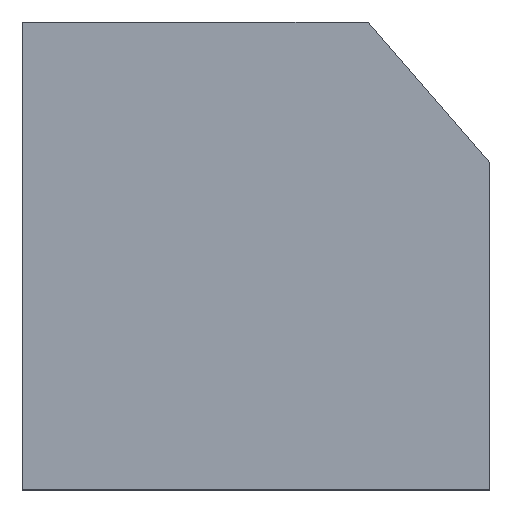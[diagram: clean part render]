
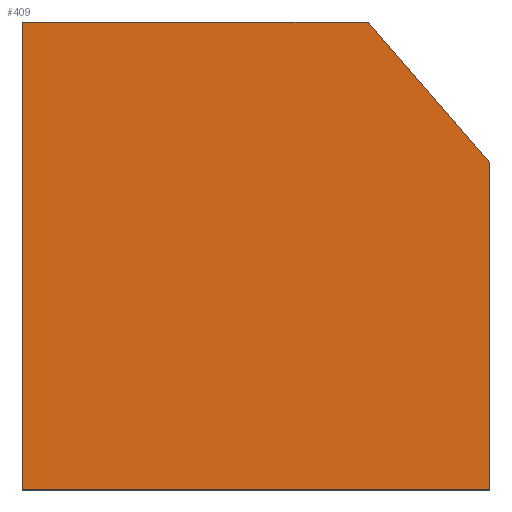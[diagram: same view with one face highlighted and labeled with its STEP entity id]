
A CAD part, top view. The second image highlights one B-rep face of the part: STEP entity #409.
In plain terms, the highlighted free-form (B-spline) face has degree [1, 1] with [2, 2] control points.
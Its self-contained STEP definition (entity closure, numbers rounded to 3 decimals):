
#46=DIRECTION('',(0.,-1.,0.));
#47=VECTOR('',#46,50.);
#48=CARTESIAN_POINT('',(0.,0.,40.));
#49=LINE('',#48,#47);
#50=DIRECTION('',(-1.,0.,0.));
#51=VECTOR('',#50,37.);
#52=CARTESIAN_POINT('',(37.,0.,40.));
#53=LINE('',#52,#51);
#54=DIRECTION('',(0.,1.,0.));
#55=VECTOR('',#54,35.);
#56=CARTESIAN_POINT('',(50.,-50.,40.));
#57=LINE('',#56,#55);
#58=DIRECTION('',(1.,0.,0.));
#59=VECTOR('',#58,50.);
#60=CARTESIAN_POINT('',(0.,-50.,40.));
#61=LINE('',#60,#59);
#74=DIRECTION('',(0.655,-0.756,0.));
#75=VECTOR('',#74,19.849);
#76=CARTESIAN_POINT('',(37.,0.,40.));
#77=LINE('',#76,#75);
#90=CARTESIAN_POINT('',(0.,0.,40.));
#91=CARTESIAN_POINT('',(0.,-50.,40.));
#92=VERTEX_POINT('',#90);
#93=VERTEX_POINT('',#91);
#94=CARTESIAN_POINT('',(50.,-50.,40.));
#95=VERTEX_POINT('',#94);
#99=CARTESIAN_POINT('',(37.,0.,40.));
#101=VERTEX_POINT('',#99);
#103=CARTESIAN_POINT('',(50.,-15.,40.));
#105=VERTEX_POINT('',#103);
#128=(GEOMETRIC_REPRESENTATION_CONTEXT(2)PARAMETRIC_REPRESENTATION_CONTEXT()REPRESENTATION_CONTEXT('ID1','2'));
#215=CARTESIAN_POINT('',(0.,0.,0.));
#216=CARTESIAN_POINT('',(0.,0.,40.));
#217=CARTESIAN_POINT('',(0.,-50.,0.));
#218=CARTESIAN_POINT('',(0.,-50.,40.));
#219=B_SPLINE_SURFACE_WITH_KNOTS('',1,1,((#215,#216),(#217,#218)),.UNSPECIFIED.,
.U.,.U.,.F.,(2,2),(2,2),(0.,50.),(0.,40.),.UNSPECIFIED.);
#248=DIRECTION('',(1.,0.));
#249=VECTOR('',#248,50.);
#250=CARTESIAN_POINT('',(0.,40.));
#251=LINE('',#250,#249);
#252=TRIMMED_CURVE('',#251,(PARAMETER_VALUE(0.)),(PARAMETER_VALUE(1.)),.T.,
.UNSPECIFIED.);
#253=DEFINITIONAL_REPRESENTATION('',(#252),#128);
#254=PCURVE('',#219,#253);
#317=CARTESIAN_POINT('',(0.,-50.,10.));
#318=CARTESIAN_POINT('',(0.,-50.,40.));
#319=CARTESIAN_POINT('',(50.,-50.,10.));
#320=CARTESIAN_POINT('',(50.,-50.,40.));
#321=B_SPLINE_SURFACE_WITH_KNOTS('',1,1,((#317,#318),(#319,#320)),.UNSPECIFIED.,
.U.,.U.,.F.,(2,2),(2,2),(0.,50.),(10.,40.),.UNSPECIFIED.);
#336=DIRECTION('',(1.,0.));
#337=VECTOR('',#336,50.);
#338=CARTESIAN_POINT('',(0.,40.));
#339=LINE('',#338,#337);
#340=TRIMMED_CURVE('',#339,(PARAMETER_VALUE(0.)),(PARAMETER_VALUE(1.)),.T.,
.UNSPECIFIED.);
#341=DEFINITIONAL_REPRESENTATION('',(#340),#128);
#342=PCURVE('',#321,#341);
#359=CARTESIAN_POINT('',(0.,-50.,40.));
#360=CARTESIAN_POINT('',(0.,0.,40.));
#361=CARTESIAN_POINT('',(50.,-50.,40.));
#362=CARTESIAN_POINT('',(50.,0.,40.));
#363=B_SPLINE_SURFACE_WITH_KNOTS('',1,1,((#359,#360),(#361,#362)),.UNSPECIFIED.,
.U.,.U.,.F.,(2,2),(2,2),(0.,50.),(-50.,0.),.UNSPECIFIED.);
#364=DIRECTION('',(0.,-1.));
#365=VECTOR('',#364,50.);
#366=CARTESIAN_POINT('',(0.,0.));
#367=LINE('',#366,#365);
#368=TRIMMED_CURVE('',#367,(PARAMETER_VALUE(0.)),(PARAMETER_VALUE(1.)),.T.,
.UNSPECIFIED.);
#369=DEFINITIONAL_REPRESENTATION('',(#368),#128);
#370=PCURVE('',#363,#369);
#371=DIRECTION('',(-1.,0.));
#372=VECTOR('',#371,37.);
#373=CARTESIAN_POINT('',(37.,0.));
#374=LINE('',#373,#372);
#375=TRIMMED_CURVE('',#374,(PARAMETER_VALUE(0.)),(PARAMETER_VALUE(1.)),.T.,
.UNSPECIFIED.);
#376=DEFINITIONAL_REPRESENTATION('',(#375),#128);
#377=PCURVE('',#363,#376);
#378=DIRECTION('',(0.655,-0.756));
#379=VECTOR('',#378,19.849);
#380=CARTESIAN_POINT('',(37.,0.));
#381=LINE('',#380,#379);
#382=TRIMMED_CURVE('',#381,(PARAMETER_VALUE(0.)),(PARAMETER_VALUE(1.)),.T.,
.UNSPECIFIED.);
#383=DEFINITIONAL_REPRESENTATION('',(#382),#128);
#384=PCURVE('',#363,#383);
#385=DIRECTION('',(0.,1.));
#386=VECTOR('',#385,35.);
#387=CARTESIAN_POINT('',(50.,-50.));
#388=LINE('',#387,#386);
#389=TRIMMED_CURVE('',#388,(PARAMETER_VALUE(0.)),(PARAMETER_VALUE(1.)),.T.,
.UNSPECIFIED.);
#390=DEFINITIONAL_REPRESENTATION('',(#389),#128);
#391=PCURVE('',#363,#390);
#392=DIRECTION('',(1.,0.));
#393=VECTOR('',#392,50.);
#394=CARTESIAN_POINT('',(0.,-50.));
#395=LINE('',#394,#393);
#396=TRIMMED_CURVE('',#395,(PARAMETER_VALUE(0.)),(PARAMETER_VALUE(1.)),.T.,
.UNSPECIFIED.);
#397=DEFINITIONAL_REPRESENTATION('',(#396),#128);
#398=PCURVE('',#363,#397);
#399=ORIENTED_EDGE('',*,*,#268,.F.);
#401=ORIENTED_EDGE('',*,*,#400,.F.);
#403=ORIENTED_EDGE('',*,*,#402,.T.);
#405=ORIENTED_EDGE('',*,*,#404,.F.);
#406=ORIENTED_EDGE('',*,*,#352,.F.);
#407=EDGE_LOOP('',(#399,#401,#403,#405,#406));
#408=FACE_OUTER_BOUND('',#407,.F.);
#409=ADVANCED_FACE('',(#408),#363,.T.);
#410=CARTESIAN_POINT('',(37.,0.,0.));
#411=CARTESIAN_POINT('',(37.,0.,40.));
#412=CARTESIAN_POINT('',(0.,0.,0.));
#413=CARTESIAN_POINT('',(0.,0.,40.));
#414=B_SPLINE_SURFACE_WITH_KNOTS('',1,1,((#410,#411),(#412,#413)),.UNSPECIFIED.,
.U.,.U.,.F.,(2,2),(2,2),(13.,50.),(0.,40.),.UNSPECIFIED.);
#429=DIRECTION('',(1.,0.));
#430=VECTOR('',#429,37.);
#431=CARTESIAN_POINT('',(13.,40.));
#432=LINE('',#431,#430);
#433=TRIMMED_CURVE('',#432,(PARAMETER_VALUE(0.)),(PARAMETER_VALUE(1.)),.T.,
.UNSPECIFIED.);
#434=DEFINITIONAL_REPRESENTATION('',(#433),#128);
#435=PCURVE('',#414,#434);
#451=CARTESIAN_POINT('',(37.,0.,0.));
#452=CARTESIAN_POINT('',(50.,-15.,0.));
#453=CARTESIAN_POINT('',(37.,0.,40.));
#454=CARTESIAN_POINT('',(50.,-15.,40.));
#455=B_SPLINE_SURFACE_WITH_KNOTS('',1,1,((#451,#452),(#453,#454)),.UNSPECIFIED.,
.U.,.U.,.F.,(2,2),(2,2),(0.,40.),(0.,19.849),.UNSPECIFIED.);
#477=DIRECTION('',(0.,1.));
#478=VECTOR('',#477,19.849);
#479=CARTESIAN_POINT('',(40.,0.));
#480=LINE('',#479,#478);
#481=TRIMMED_CURVE('',#480,(PARAMETER_VALUE(0.)),(PARAMETER_VALUE(1.)),.T.,
.UNSPECIFIED.);
#482=DEFINITIONAL_REPRESENTATION('',(#481),#128);
#483=PCURVE('',#455,#482);
#492=CARTESIAN_POINT('',(50.,-50.,0.));
#493=CARTESIAN_POINT('',(50.,-50.,40.));
#494=CARTESIAN_POINT('',(50.,-15.,0.));
#495=CARTESIAN_POINT('',(50.,-15.,40.));
#496=B_SPLINE_SURFACE_WITH_KNOTS('',1,1,((#492,#493),(#494,#495)),.UNSPECIFIED.,
.U.,.U.,.F.,(2,2),(2,2),(0.,35.),(0.,40.),.UNSPECIFIED.);
#511=DIRECTION('',(1.,0.));
#512=VECTOR('',#511,35.);
#513=CARTESIAN_POINT('',(0.,40.));
#514=LINE('',#513,#512);
#515=TRIMMED_CURVE('',#514,(PARAMETER_VALUE(0.)),(PARAMETER_VALUE(1.)),.T.,
.UNSPECIFIED.);
#516=DEFINITIONAL_REPRESENTATION('',(#515),#128);
#517=PCURVE('',#496,#516);
#268=EDGE_CURVE('',#92,#93,#548,.T.);
#352=EDGE_CURVE('',#93,#95,#549,.T.);
#400=EDGE_CURVE('',#101,#92,#557,.T.);
#402=EDGE_CURVE('',#101,#105,#554,.T.);
#404=EDGE_CURVE('',#95,#105,#556,.T.);
#548=SURFACE_CURVE('',#49,(#370,#254),.PCURVE_S1.);
#549=SURFACE_CURVE('',#61,(#398,#342),.PCURVE_S1.);
#554=SURFACE_CURVE('',#77,(#483,#384),.PCURVE_S1.);
#556=SURFACE_CURVE('',#57,(#391,#517),.PCURVE_S1.);
#557=SURFACE_CURVE('',#53,(#377,#435),.PCURVE_S1.);
